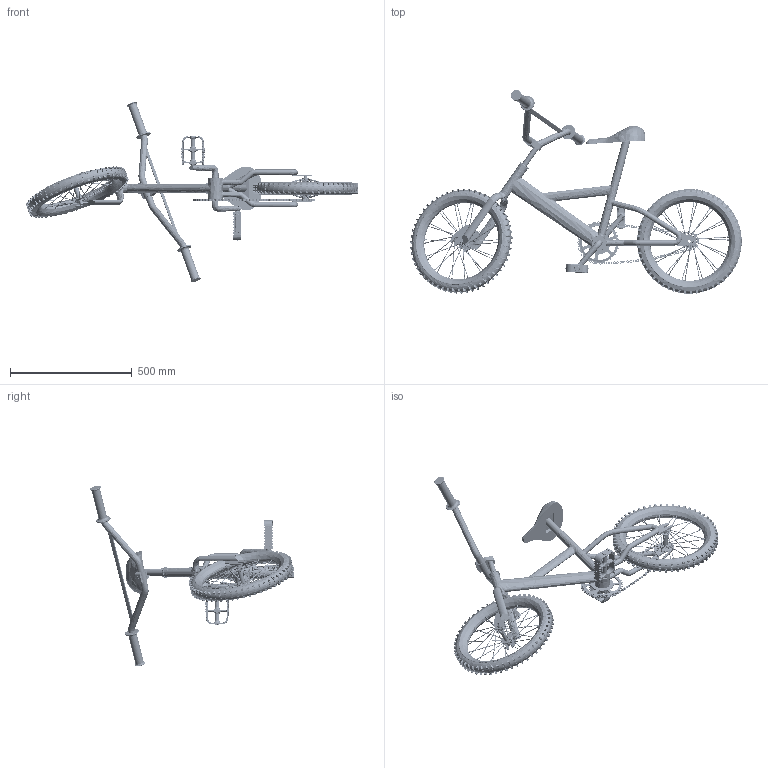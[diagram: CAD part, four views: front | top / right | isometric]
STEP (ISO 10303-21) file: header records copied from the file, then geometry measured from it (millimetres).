
FILE_DESCRIPTION(('FreeCAD Model'),'2;1');
FILE_NAME('Open CASCADE Shape Model','2025-05-08T01:50:31',('FreeCAD'),( 'FreeCAD'),'Open CASCADE STEP processor 7.6','FreeCAD','Unknown');
FILE_SCHEMA(('AUTOMOTIVE_DESIGN { 1 0 10303 214 1 1 1 1 }'));
Products named in the file (1): Open CASCADE STEP translator 7.6 1
Bounding box: 1361.77 x 836.41 x 740.51 mm (x, y, z)
Volume: 9494187.4 mm3; surface area: 1415584.4 mm2
Topology: 53 solids, 53 shells, 8292 faces, 21597 edges, 14190 vertices
Faces by surface type: bspline 8292
Entity records: 272842 total; most frequent: CARTESIAN_POINT 144312, ORIENTED_EDGE 43178, EDGE_CURVE 21589, B_SPLINE_CURVE_WITH_KNOTS 16116, VERTEX_POINT 14190, FACE_BOUND 9491, EDGE_LOOP 9491, ADVANCED_FACE 8292
